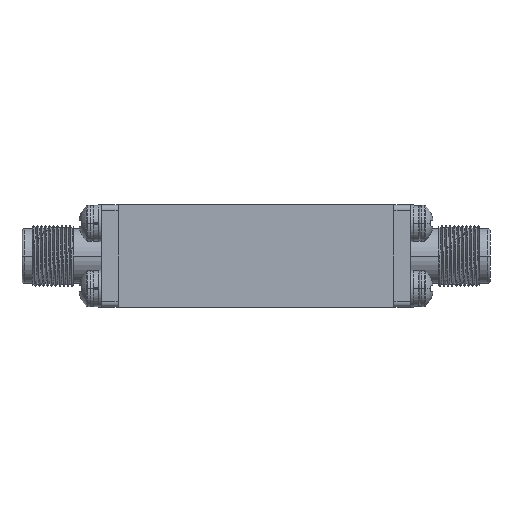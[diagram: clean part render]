
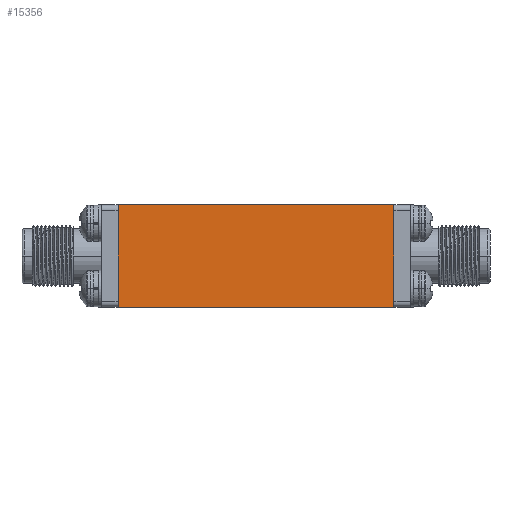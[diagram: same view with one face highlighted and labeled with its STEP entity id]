
A CAD part, front view. The second image highlights one B-rep face of the part: STEP entity #15356.
In plain terms, the highlighted planar face has unit normal (0, -1, 0).
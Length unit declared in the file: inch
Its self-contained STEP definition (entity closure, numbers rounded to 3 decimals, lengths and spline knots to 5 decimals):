
#198 = PLANE ( 'NONE',  #15011 ) ;
#236 = VECTOR ( 'NONE', #25154, 39.37008 ) ;
#263 = CARTESIAN_POINT ( 'NONE',  ( -0.5315, -0.31496, 0.19685 ) ) ;
#1758 = DIRECTION ( 'NONE',  ( 0., 0., 1. ) ) ;
#2857 = ORIENTED_EDGE ( 'NONE', *, *, #10232, .T. ) ;
#2902 = VERTEX_POINT ( 'NONE', #7322 ) ;
#3819 = VECTOR ( 'NONE', #10561, 39.37008 ) ;
#5351 = CARTESIAN_POINT ( 'NONE',  ( 0.5315, -0.31496, -0.19685 ) ) ;
#6685 = EDGE_CURVE ( 'NONE', #16260, #25012, #14860, .T. ) ;
#7322 = CARTESIAN_POINT ( 'NONE',  ( 0.5315, -0.31496, 0.19685 ) ) ;
#7371 = VECTOR ( 'NONE', #16467, 39.37008 ) ;
#8107 = VECTOR ( 'NONE', #1758, 39.37008 ) ;
#10232 = EDGE_CURVE ( 'NONE', #2902, #18630, #16273, .T. ) ;
#10561 = DIRECTION ( 'NONE',  ( -1., 0., 0. ) ) ;
#10691 = CARTESIAN_POINT ( 'NONE',  ( 0.5315, -0.31496, -0.19685 ) ) ;
#10985 = DIRECTION ( 'NONE',  ( 0., -1., 0. ) ) ;
#11040 = FACE_OUTER_BOUND ( 'NONE', #24463, .T. ) ;
#14860 = LINE ( 'NONE', #10691, #3819 ) ;
#14876 = LINE ( 'NONE', #21864, #8107 ) ;
#15011 = AXIS2_PLACEMENT_3D ( 'NONE', #21836, #10985, #24178 ) ;
#15356 = ADVANCED_FACE ( 'NONE', ( #11040 ), #198, .T. ) ;
#16260 = VERTEX_POINT ( 'NONE', #19701 ) ;
#16273 = LINE ( 'NONE', #16695, #236 ) ;
#16275 = ORIENTED_EDGE ( 'NONE', *, *, #6685, .F. ) ;
#16467 = DIRECTION ( 'NONE',  ( 0., 0., 1. ) ) ;
#16642 = EDGE_CURVE ( 'NONE', #16260, #2902, #25193, .T. ) ;
#16695 = CARTESIAN_POINT ( 'NONE',  ( 0.5315, -0.31496, 0.19685 ) ) ;
#18630 = VERTEX_POINT ( 'NONE', #263 ) ;
#19701 = CARTESIAN_POINT ( 'NONE',  ( 0.5315, -0.31496, -0.19685 ) ) ;
#21303 = EDGE_CURVE ( 'NONE', #25012, #18630, #14876, .T. ) ;
#21836 = CARTESIAN_POINT ( 'NONE',  ( -0.5315, -0.31496, 0. ) ) ;
#21864 = CARTESIAN_POINT ( 'NONE',  ( -0.5315, -0.31496, -0.19685 ) ) ;
#24178 = DIRECTION ( 'NONE',  ( 0., 0., -1. ) ) ;
#24463 = EDGE_LOOP ( 'NONE', ( #2857, #27862, #16275, #25203 ) ) ;
#24465 = CARTESIAN_POINT ( 'NONE',  ( -0.5315, -0.31496, -0.19685 ) ) ;
#25012 = VERTEX_POINT ( 'NONE', #24465 ) ;
#25154 = DIRECTION ( 'NONE',  ( -1., 0., 0. ) ) ;
#25193 = LINE ( 'NONE', #5351, #7371 ) ;
#25203 = ORIENTED_EDGE ( 'NONE', *, *, #16642, .T. ) ;
#27862 = ORIENTED_EDGE ( 'NONE', *, *, #21303, .F. ) ;
